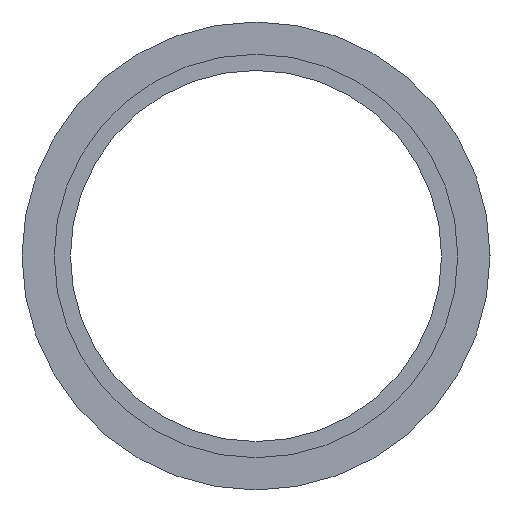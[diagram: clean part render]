
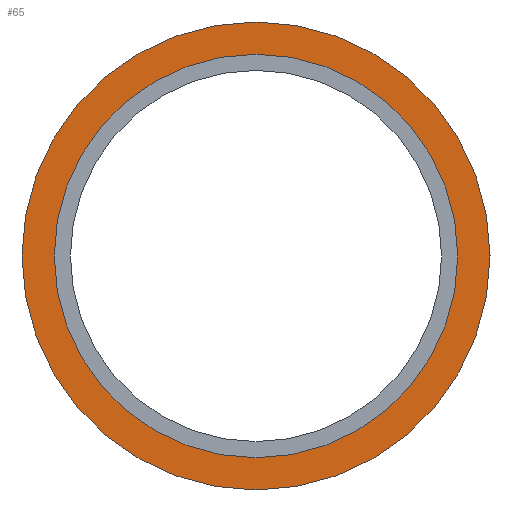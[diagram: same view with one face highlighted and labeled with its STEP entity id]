
A CAD part, front view. The second image highlights one B-rep face of the part: STEP entity #65.
In plain terms, the highlighted planar face has unit normal (0, -1, 0).
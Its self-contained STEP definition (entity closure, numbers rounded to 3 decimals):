
#8 = CIRCLE ( 'NONE', #166, 50. ) ;
#12 = VERTEX_POINT ( 'NONE', #52 ) ;
#13 = CARTESIAN_POINT ( 'NONE',  ( -140., 88., 0. ) ) ;
#26 = VERTEX_POINT ( 'NONE', #213 ) ;
#30 = CARTESIAN_POINT ( 'NONE',  ( -90., 88., 0. ) ) ;
#31 = CARTESIAN_POINT ( 'NONE',  ( -90., 88., 0. ) ) ;
#36 = DIRECTION ( 'NONE',  ( 0., 1., 0. ) ) ;
#42 = VERTEX_POINT ( 'NONE', #189 ) ;
#47 = DIRECTION ( 'NONE',  ( -1., 0., 0. ) ) ;
#52 = CARTESIAN_POINT ( 'NONE',  ( -82., 88., 0. ) ) ;
#55 = CARTESIAN_POINT ( 'NONE',  ( -140., 88., 0. ) ) ;
#64 = EDGE_LOOP ( 'NONE', ( #155, #148 ) ) ;
#65 = ADVANCED_FACE ( 'NONE', ( #228, #154 ), #116, .F. ) ;
#70 = DIRECTION ( 'NONE',  ( 0., 1., 0. ) ) ;
#75 = DIRECTION ( 'NONE',  ( -1., 0., 0. ) ) ;
#78 = AXIS2_PLACEMENT_3D ( 'NONE', #282, #36, #192 ) ;
#102 = DIRECTION ( 'NONE',  ( 0., 1., 0. ) ) ;
#116 = PLANE ( 'NONE',  #152 ) ;
#120 = DIRECTION ( 'NONE',  ( 0., 1., 0. ) ) ;
#132 = EDGE_CURVE ( 'NONE', #12, #42, #142, .T. ) ;
#142 = CIRCLE ( 'NONE', #78, 58. ) ;
#146 = DIRECTION ( 'NONE',  ( -1., 0., 0. ) ) ;
#148 = ORIENTED_EDGE ( 'NONE', *, *, #198, .T. ) ;
#152 = AXIS2_PLACEMENT_3D ( 'NONE', #30, #70, #47 ) ;
#154 = FACE_BOUND ( 'NONE', #64, .T. ) ;
#155 = ORIENTED_EDGE ( 'NONE', *, *, #261, .T. ) ;
#166 = AXIS2_PLACEMENT_3D ( 'NONE', #55, #284, #146 ) ;
#175 = DIRECTION ( 'NONE',  ( -1., 0., 0. ) ) ;
#179 = CIRCLE ( 'NONE', #186, 50. ) ;
#186 = AXIS2_PLACEMENT_3D ( 'NONE', #195, #102, #175 ) ;
#189 = CARTESIAN_POINT ( 'NONE',  ( -198., 88., 0. ) ) ;
#192 = DIRECTION ( 'NONE',  ( -1., 0., 0. ) ) ;
#195 = CARTESIAN_POINT ( 'NONE',  ( -140., 88., 0. ) ) ;
#196 = VERTEX_POINT ( 'NONE', #31 ) ;
#198 = EDGE_CURVE ( 'NONE', #196, #26, #8, .T. ) ;
#204 = EDGE_CURVE ( 'NONE', #42, #12, #244, .T. ) ;
#211 = AXIS2_PLACEMENT_3D ( 'NONE', #13, #120, #75 ) ;
#213 = CARTESIAN_POINT ( 'NONE',  ( -190., 88., 0. ) ) ;
#219 = EDGE_LOOP ( 'NONE', ( #249, #263 ) ) ;
#228 = FACE_OUTER_BOUND ( 'NONE', #219, .T. ) ;
#244 = CIRCLE ( 'NONE', #211, 58. ) ;
#249 = ORIENTED_EDGE ( 'NONE', *, *, #204, .F. ) ;
#261 = EDGE_CURVE ( 'NONE', #26, #196, #179, .T. ) ;
#263 = ORIENTED_EDGE ( 'NONE', *, *, #132, .F. ) ;
#282 = CARTESIAN_POINT ( 'NONE',  ( -140., 88., 0. ) ) ;
#284 = DIRECTION ( 'NONE',  ( 0., 1., 0. ) ) ;
